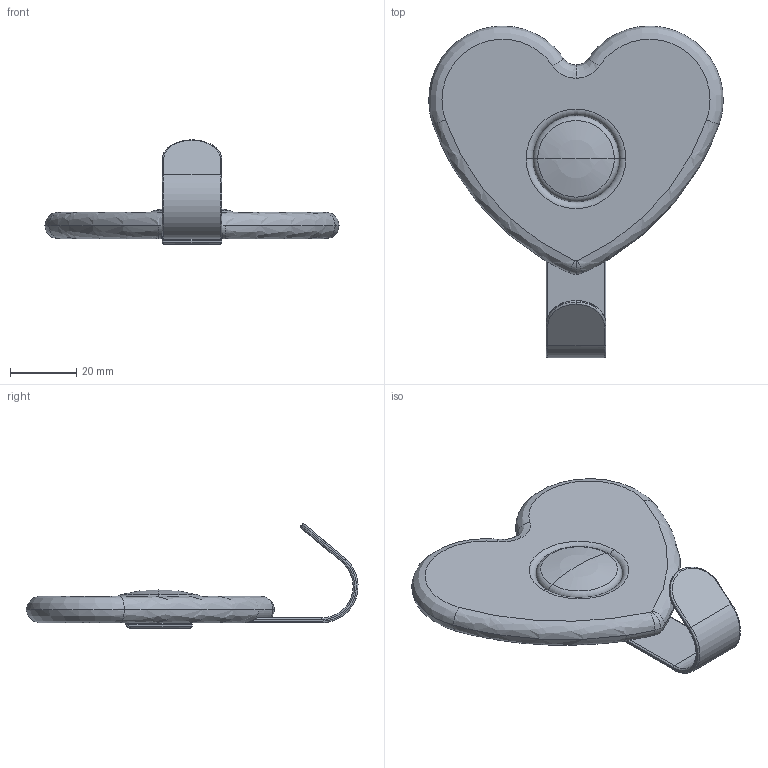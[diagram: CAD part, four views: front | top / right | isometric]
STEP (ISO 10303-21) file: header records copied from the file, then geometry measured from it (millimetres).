
FILE_DESCRIPTION(('Creo Elements/Direct Modeling STEP Export'),'2;1');
FILE_NAME('2052.stp','2024-09-23T13:52:37',(''),(''),'Creo Elements/Direct Modeling STEP processor for AP214 (Solid Model)','Creo Elements/Direct Modeling 20.0 12-Nov-2016 (C) Parametric Technology GmbH','');
FILE_SCHEMA(('AUTOMOTIVE_DESIGN { 1 0 10303 214 1 1 1 1 }'));
Length unit declared in the file: millimetre
Products named in the file (4): hook; heart; cap; hook_heart
Assembly tree (3 placements, depth 2):
  hook_heart
    cap
    heart
    hook
Bounding box: 88.7 x 99.97 x 31.39 mm (x, y, z)
Volume: 37428.3 mm3; surface area: 17251.5 mm2
Topology: 3 solids, 3 shells, 141 faces, 350 edges, 216 vertices
Faces by surface type: bspline 60, cylinder 32, plane 22, cone 16, torus 7, sphere 4
Entity records: 9506 total; most frequent: CARTESIAN_POINT 6739, ORIENTED_EDGE 692, DIRECTION 381, EDGE_CURVE 346, VERTEX_POINT 216, EDGE_LOOP 160, AXIS2_PLACEMENT_3D 158, FACE_OUTER_BOUND 141
